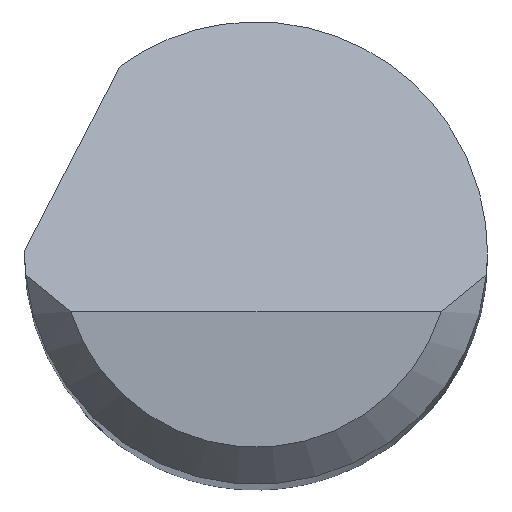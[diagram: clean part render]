
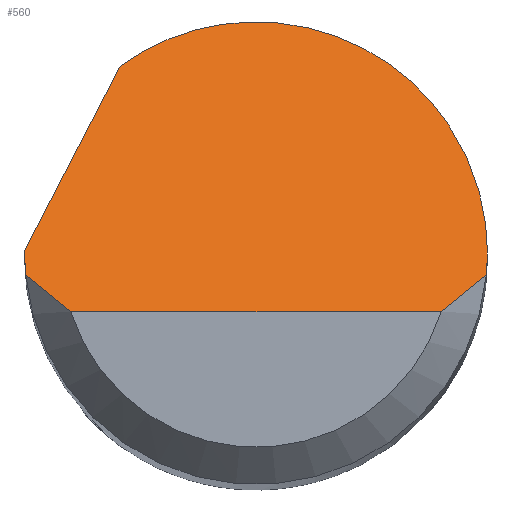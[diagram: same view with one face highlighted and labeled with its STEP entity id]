
A CAD part, top view. The second image highlights one B-rep face of the part: STEP entity #560.
In plain terms, the highlighted planar face has unit normal (0, 0.707, 0.707).
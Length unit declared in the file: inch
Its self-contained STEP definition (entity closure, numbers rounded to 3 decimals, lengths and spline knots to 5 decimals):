
#7 = CARTESIAN_POINT ( 'NONE',  ( -0.08157, -0.019, 1.49525 ) ) ;
#9 = B_SPLINE_CURVE_WITH_KNOTS ( 'NONE', 3,
 ( #639, #442, #7, #561 ),
 .UNSPECIFIED., .F., .F.,
 ( 4, 4 ),
 ( 0., 0.00071 ),
 .UNSPECIFIED. ) ;
#14 = CARTESIAN_POINT ( 'NONE',  ( -0.05508, 0.07587, 1.40038 ) ) ;
#30 = DIRECTION ( 'NONE',  ( 0., 0.707, -0.707 ) ) ;
#37 = CARTESIAN_POINT ( 'NONE',  ( -0.07508, -0.02375, 1.5 ) ) ;
#48 = ORIENTED_EDGE ( 'NONE', *, *, #612, .T. ) ;
#54 = ORIENTED_EDGE ( 'NONE', *, *, #457, .F. ) ;
#73 = CARTESIAN_POINT ( 'NONE',  ( -0.05508, 0.07587, 1.40038 ) ) ;
#79 = DIRECTION ( 'NONE',  ( 0.343, 0.664, -0.664 ) ) ;
#86 = CARTESIAN_POINT ( 'NONE',  ( 0.09334, -0.00875, 1.485 ) ) ;
#89 = ORIENTED_EDGE ( 'NONE', *, *, #121, .F. ) ;
#90 = VERTEX_POINT ( 'NONE', #544 ) ;
#92 = CARTESIAN_POINT ( 'NONE',  ( 0.09334, -0.00875, 1.485 ) ) ;
#102 = AXIS2_PLACEMENT_3D ( 'NONE', #814, #885, #30 ) ;
#121 = EDGE_CURVE ( 'NONE', #802, #412, #157, .T. ) ;
#146 = EDGE_CURVE ( 'NONE', #90, #573, #246, .T. ) ;
#153 = ORIENTED_EDGE ( 'NONE', *, *, #382, .F. ) ;
#157 =( BOUNDED_CURVE ( )  B_SPLINE_CURVE ( 3, ( #621, #554, #907, #483 ),
 .UNSPECIFIED., .F., .T. ) 
 B_SPLINE_CURVE_WITH_KNOTS ( ( 4, 4 ),
 ( 4.61892, 4.71239 ),
 .UNSPECIFIED. ) 
 CURVE ( )  GEOMETRIC_REPRESENTATION_ITEM ( )  RATIONAL_B_SPLINE_CURVE ( ( 1., 0.999, 0.999, 1. ) ) 
 REPRESENTATION_ITEM ( '' )  );
#185 = VECTOR ( 'NONE', #720, 39.37008 ) ;
#207 = EDGE_CURVE ( 'NONE', #391, #573, #535, .T. ) ;
#211 = CARTESIAN_POINT ( 'NONE',  ( 0.09361, -0.00584, 1.48209 ) ) ;
#215 = CARTESIAN_POINT ( 'NONE',  ( -0.09375, 0., 1.47625 ) ) ;
#217 = CARTESIAN_POINT ( 'NONE',  ( 0.09375, 0., 1.47625 ) ) ;
#245 = VERTEX_POINT ( 'NONE', #37 ) ;
#246 = B_SPLINE_CURVE_WITH_KNOTS ( 'NONE', 3,
 ( #300, #715, #505, #92 ),
 .UNSPECIFIED., .F., .F.,
 ( 4, 4 ),
 ( 0., 0.00071 ),
 .UNSPECIFIED. ) ;
#268 = CARTESIAN_POINT ( 'NONE',  ( 0.09375, 0.08754, 1.38871 ) ) ;
#282 = CARTESIAN_POINT ( 'NONE',  ( -0.09375, 0.00067, 1.47558 ) ) ;
#290 = CARTESIAN_POINT ( 'NONE',  ( 0.09375, 0., 1.47625 ) ) ;
#292 = VERTEX_POINT ( 'NONE', #587 ) ;
#300 = CARTESIAN_POINT ( 'NONE',  ( 0.07508, -0.02375, 1.5 ) ) ;
#331 = PLANE ( 'NONE',  #102 ) ;
#382 = EDGE_CURVE ( 'NONE', #292, #836, #580, .T. ) ;
#391 = VERTEX_POINT ( 'NONE', #509 ) ;
#398 = FACE_OUTER_BOUND ( 'NONE', #783, .T. ) ;
#401 = ORIENTED_EDGE ( 'NONE', *, *, #903, .T. ) ;
#412 = VERTEX_POINT ( 'NONE', #868 ) ;
#442 = CARTESIAN_POINT ( 'NONE',  ( -0.08761, -0.01397, 1.49022 ) ) ;
#457 = EDGE_CURVE ( 'NONE', #836, #391, #541, .T. ) ;
#483 = CARTESIAN_POINT ( 'NONE',  ( -0.09375, 0., 1.47625 ) ) ;
#504 = CARTESIAN_POINT ( 'NONE',  ( -0.09374, 0.001, 1.47525 ) ) ;
#505 = CARTESIAN_POINT ( 'NONE',  ( 0.08761, -0.01397, 1.49022 ) ) ;
#509 = CARTESIAN_POINT ( 'NONE',  ( 0.09375, 0., 1.47625 ) ) ;
#530 =( BOUNDED_CURVE ( )  B_SPLINE_CURVE ( 3, ( #215, #706, #282, #504 ),
 .UNSPECIFIED., .F., .T. ) 
 B_SPLINE_CURVE_WITH_KNOTS ( ( 4, 4 ),
 ( 4.71239, 4.72306 ),
 .UNSPECIFIED. ) 
 CURVE ( )  GEOMETRIC_REPRESENTATION_ITEM ( )  RATIONAL_B_SPLINE_CURVE ( ( 1., 1., 1., 1. ) ) 
 REPRESENTATION_ITEM ( '' )  );
#532 = LINE ( 'NONE', #595, #185 ) ;
#535 =( BOUNDED_CURVE ( )  B_SPLINE_CURVE ( 3, ( #290, #772, #211, #86 ),
 .UNSPECIFIED., .F., .T. ) 
 B_SPLINE_CURVE_WITH_KNOTS ( ( 4, 4 ),
 ( 1.5708, 1.66427 ),
 .UNSPECIFIED. ) 
 CURVE ( )  GEOMETRIC_REPRESENTATION_ITEM ( )  RATIONAL_B_SPLINE_CURVE ( ( 1., 0.999, 0.999, 1. ) ) 
 REPRESENTATION_ITEM ( '' )  );
#541 =( BOUNDED_CURVE ( )  B_SPLINE_CURVE ( 3, ( #73, #902, #268, #217 ),
 .UNSPECIFIED., .F., .T. ) 
 B_SPLINE_CURVE_WITH_KNOTS ( ( 4, 4 ),
 ( 5.65523, 7.85398 ),
 .UNSPECIFIED. ) 
 CURVE ( )  GEOMETRIC_REPRESENTATION_ITEM ( )  RATIONAL_B_SPLINE_CURVE ( ( 1., 0.636, 0.636, 1. ) ) 
 REPRESENTATION_ITEM ( '' )  );
#544 = CARTESIAN_POINT ( 'NONE',  ( 0.07508, -0.02375, 1.5 ) ) ;
#554 = CARTESIAN_POINT ( 'NONE',  ( -0.09361, -0.00584, 1.48209 ) ) ;
#560 = ADVANCED_FACE ( 'NONE', ( #398 ), #331, .F. ) ;
#561 = CARTESIAN_POINT ( 'NONE',  ( -0.07508, -0.02375, 1.5 ) ) ;
#564 = CARTESIAN_POINT ( 'NONE',  ( -0.10502, -0.02084, 1.49709 ) ) ;
#573 = VERTEX_POINT ( 'NONE', #889 ) ;
#580 = LINE ( 'NONE', #564, #773 ) ;
#587 = CARTESIAN_POINT ( 'NONE',  ( -0.09374, 0.001, 1.47525 ) ) ;
#595 = CARTESIAN_POINT ( 'NONE',  ( 0., -0.02375, 1.5 ) ) ;
#612 = EDGE_CURVE ( 'NONE', #245, #90, #532, .T. ) ;
#621 = CARTESIAN_POINT ( 'NONE',  ( -0.09334, -0.00875, 1.485 ) ) ;
#639 = CARTESIAN_POINT ( 'NONE',  ( -0.09334, -0.00875, 1.485 ) ) ;
#706 = CARTESIAN_POINT ( 'NONE',  ( -0.09375, 0.00033, 1.47592 ) ) ;
#714 = CARTESIAN_POINT ( 'NONE',  ( -0.09334, -0.00875, 1.485 ) ) ;
#715 = CARTESIAN_POINT ( 'NONE',  ( 0.08157, -0.019, 1.49525 ) ) ;
#720 = DIRECTION ( 'NONE',  ( 1., 0., 0. ) ) ;
#733 = ORIENTED_EDGE ( 'NONE', *, *, #146, .T. ) ;
#772 = CARTESIAN_POINT ( 'NONE',  ( 0.09375, -0.00292, 1.47917 ) ) ;
#773 = VECTOR ( 'NONE', #79, 39.37008 ) ;
#783 = EDGE_LOOP ( 'NONE', ( #48, #733, #784, #54, #153, #875, #89, #401 ) ) ;
#784 = ORIENTED_EDGE ( 'NONE', *, *, #207, .F. ) ;
#792 = EDGE_CURVE ( 'NONE', #412, #292, #530, .T. ) ;
#802 = VERTEX_POINT ( 'NONE', #714 ) ;
#814 = CARTESIAN_POINT ( 'NONE',  ( -0.09375, -0.02375, 1.5 ) ) ;
#836 = VERTEX_POINT ( 'NONE', #14 ) ;
#868 = CARTESIAN_POINT ( 'NONE',  ( -0.09375, 0., 1.47625 ) ) ;
#875 = ORIENTED_EDGE ( 'NONE', *, *, #792, .F. ) ;
#885 = DIRECTION ( 'NONE',  ( 0., -0.707, -0.707 ) ) ;
#889 = CARTESIAN_POINT ( 'NONE',  ( 0.09334, -0.00875, 1.485 ) ) ;
#902 = CARTESIAN_POINT ( 'NONE',  ( 0.01576, 0.12729, 1.34896 ) ) ;
#903 = EDGE_CURVE ( 'NONE', #802, #245, #9, .T. ) ;
#907 = CARTESIAN_POINT ( 'NONE',  ( -0.09375, -0.00292, 1.47917 ) ) ;
